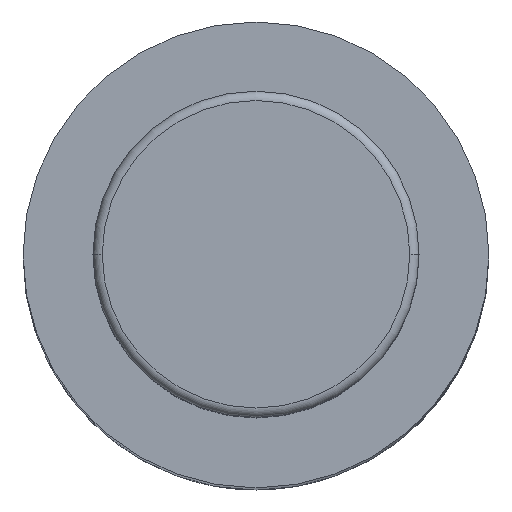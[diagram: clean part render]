
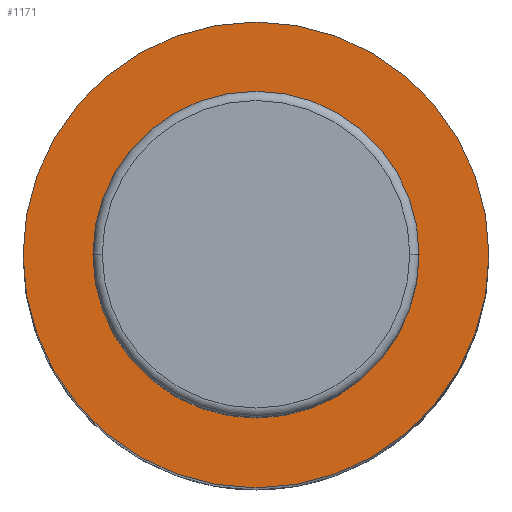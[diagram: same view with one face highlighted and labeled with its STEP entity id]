
A CAD part, top view. The second image highlights one B-rep face of the part: STEP entity #1171.
In plain terms, the highlighted planar face has unit normal (0, 0, 1).
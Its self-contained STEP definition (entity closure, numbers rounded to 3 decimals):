
#74 = VERTEX_POINT ( 'NONE', #952 ) ;
#167 = CARTESIAN_POINT ( 'NONE',  ( -25., 0., 129. ) ) ;
#186 = AXIS2_PLACEMENT_3D ( 'NONE', #1582, #509, #1762 ) ;
#253 = EDGE_LOOP ( 'NONE', ( #1415, #2261 ) ) ;
#323 = EDGE_CURVE ( 'NONE', #510, #1283, #2307, .T. ) ;
#414 = DIRECTION ( 'NONE',  ( 0., 0., -1. ) ) ;
#425 = AXIS2_PLACEMENT_3D ( 'NONE', #1498, #414, #1671 ) ;
#426 = ORIENTED_EDGE ( 'NONE', *, *, #1200, .T. ) ;
#457 = CIRCLE ( 'NONE', #425, 17.5 ) ;
#476 = DIRECTION ( 'NONE',  ( 0., 0., 1. ) ) ;
#509 = DIRECTION ( 'NONE',  ( 0., 0., -1. ) ) ;
#510 = VERTEX_POINT ( 'NONE', #2219 ) ;
#587 = FACE_OUTER_BOUND ( 'NONE', #253, .T. ) ;
#691 = CARTESIAN_POINT ( 'NONE',  ( 0., 0., 129. ) ) ;
#878 = DIRECTION ( 'NONE',  ( -1., 0., 0. ) ) ;
#952 = CARTESIAN_POINT ( 'NONE',  ( 17.5, 0., 129. ) ) ;
#1008 = EDGE_CURVE ( 'NONE', #74, #2193, #457, .T. ) ;
#1041 = DIRECTION ( 'NONE',  ( 0., 0., -1. ) ) ;
#1171 = ADVANCED_FACE ( 'NONE', ( #1655, #587 ), #2086, .T. ) ;
#1200 = EDGE_CURVE ( 'NONE', #2193, #74, #1495, .T. ) ;
#1256 = EDGE_CURVE ( 'NONE', #1283, #510, #2317, .T. ) ;
#1282 = AXIS2_PLACEMENT_3D ( 'NONE', #691, #1957, #878 ) ;
#1283 = VERTEX_POINT ( 'NONE', #167 ) ;
#1415 = ORIENTED_EDGE ( 'NONE', *, *, #1256, .F. ) ;
#1495 = CIRCLE ( 'NONE', #1934, 17.5 ) ;
#1498 = CARTESIAN_POINT ( 'NONE',  ( 0., 0., 129. ) ) ;
#1565 = CARTESIAN_POINT ( 'NONE',  ( -17.5, 0., 129. ) ) ;
#1582 = CARTESIAN_POINT ( 'NONE',  ( 0., 0., 129. ) ) ;
#1655 = FACE_BOUND ( 'NONE', #2326, .T. ) ;
#1669 = AXIS2_PLACEMENT_3D ( 'NONE', #2264, #476, #1732 ) ;
#1671 = DIRECTION ( 'NONE',  ( -1., 0., 0. ) ) ;
#1732 = DIRECTION ( 'NONE',  ( 1., 0., 0. ) ) ;
#1762 = DIRECTION ( 'NONE',  ( -1., 0., 0. ) ) ;
#1788 = ORIENTED_EDGE ( 'NONE', *, *, #1008, .T. ) ;
#1934 = AXIS2_PLACEMENT_3D ( 'NONE', #2106, #1041, #2278 ) ;
#1957 = DIRECTION ( 'NONE',  ( 0., 0., -1. ) ) ;
#2086 = PLANE ( 'NONE',  #1669 ) ;
#2106 = CARTESIAN_POINT ( 'NONE',  ( 0., 0., 129. ) ) ;
#2193 = VERTEX_POINT ( 'NONE', #1565 ) ;
#2219 = CARTESIAN_POINT ( 'NONE',  ( 25., 0., 129. ) ) ;
#2261 = ORIENTED_EDGE ( 'NONE', *, *, #323, .F. ) ;
#2264 = CARTESIAN_POINT ( 'NONE',  ( -17.5, 0., 129. ) ) ;
#2278 = DIRECTION ( 'NONE',  ( -1., 0., 0. ) ) ;
#2307 = CIRCLE ( 'NONE', #1282, 25. ) ;
#2317 = CIRCLE ( 'NONE', #186, 25. ) ;
#2326 = EDGE_LOOP ( 'NONE', ( #426, #1788 ) ) ;
